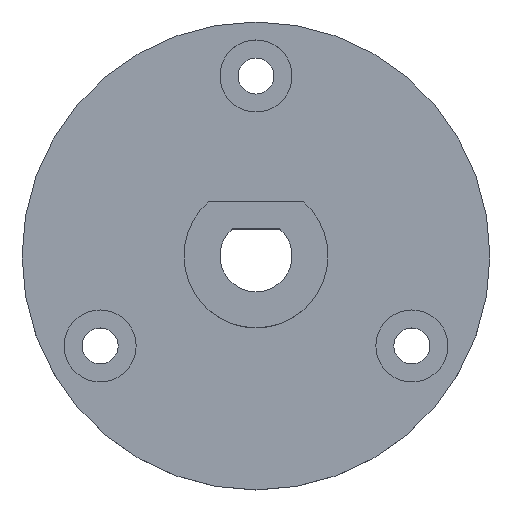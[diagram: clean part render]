
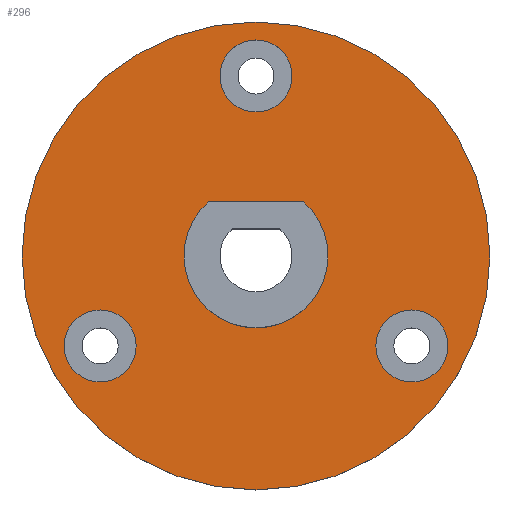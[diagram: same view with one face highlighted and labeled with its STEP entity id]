
A CAD part, top view. The second image highlights one B-rep face of the part: STEP entity #296.
In plain terms, the highlighted planar face has unit normal (0, 0, 1).
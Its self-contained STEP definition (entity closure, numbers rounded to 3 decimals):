
#21=FACE_BOUND('',#77,.T.);
#22=FACE_BOUND('',#78,.T.);
#23=FACE_BOUND('',#79,.T.);
#24=FACE_BOUND('',#80,.T.);
#35=PLANE('',#346);
#52=FACE_OUTER_BOUND('',#76,.T.);
#76=EDGE_LOOP('',(#255));
#77=EDGE_LOOP('',(#256,#257));
#78=EDGE_LOOP('',(#258));
#79=EDGE_LOOP('',(#259));
#80=EDGE_LOOP('',(#260));
#90=LINE('',#459,#106);
#106=VECTOR('',#364,10.);
#123=CIRCLE('',#321,4.);
#124=CIRCLE('',#323,2.);
#127=CIRCLE('',#328,2.);
#130=CIRCLE('',#333,2.);
#137=CIRCLE('',#347,13.);
#143=VERTEX_POINT('',#456);
#144=VERTEX_POINT('',#458);
#147=VERTEX_POINT('',#470);
#150=VERTEX_POINT('',#479);
#153=VERTEX_POINT('',#488);
#161=VERTEX_POINT('',#517);
#168=EDGE_CURVE('',#143,#144,#90,.T.);
#173=EDGE_CURVE('',#143,#144,#123,.T.);
#174=EDGE_CURVE('',#147,#147,#124,.T.);
#178=EDGE_CURVE('',#150,#150,#127,.T.);
#182=EDGE_CURVE('',#153,#153,#130,.T.);
#196=EDGE_CURVE('',#161,#161,#137,.T.);
#255=ORIENTED_EDGE('',*,*,#196,.T.);
#256=ORIENTED_EDGE('',*,*,#173,.T.);
#257=ORIENTED_EDGE('',*,*,#168,.F.);
#258=ORIENTED_EDGE('',*,*,#174,.T.);
#259=ORIENTED_EDGE('',*,*,#178,.T.);
#260=ORIENTED_EDGE('',*,*,#182,.T.);
#296=ADVANCED_FACE('',(#52,#21,#22,#23,#24),#35,.T.);
#321=AXIS2_PLACEMENT_3D('',#468,#375,#376);
#323=AXIS2_PLACEMENT_3D('',#471,#379,#380);
#328=AXIS2_PLACEMENT_3D('',#480,#390,#391);
#333=AXIS2_PLACEMENT_3D('',#489,#401,#402);
#346=AXIS2_PLACEMENT_3D('',#516,#434,#435);
#347=AXIS2_PLACEMENT_3D('',#518,#436,#437);
#364=DIRECTION('',(-1.,0.,0.));
#375=DIRECTION('center_axis',(0.,0.,-1.));
#376=DIRECTION('ref_axis',(1.,0.,0.));
#379=DIRECTION('center_axis',(0.,0.,-1.));
#380=DIRECTION('ref_axis',(1.,0.,0.));
#390=DIRECTION('center_axis',(0.,0.,-1.));
#391=DIRECTION('ref_axis',(1.,0.,0.));
#401=DIRECTION('center_axis',(0.,0.,-1.));
#402=DIRECTION('ref_axis',(1.,0.,0.));
#434=DIRECTION('center_axis',(0.,0.,1.));
#435=DIRECTION('ref_axis',(0.,-1.,0.));
#436=DIRECTION('center_axis',(0.,0.,1.));
#437=DIRECTION('ref_axis',(0.,1.,0.));
#456=CARTESIAN_POINT('',(2.646,3.,0.));
#458=CARTESIAN_POINT('',(-2.646,3.,0.));
#459=CARTESIAN_POINT('',(0.,3.,0.));
#468=CARTESIAN_POINT('Origin',(0.,0.,0.));
#470=CARTESIAN_POINT('',(6.66,-5.,0.));
#471=CARTESIAN_POINT('Origin',(8.66,-5.,0.));
#479=CARTESIAN_POINT('',(-10.66,-5.,0.));
#480=CARTESIAN_POINT('Origin',(-8.66,-5.,0.));
#488=CARTESIAN_POINT('',(-2.,10.,0.));
#489=CARTESIAN_POINT('Origin',(0.,10.,0.));
#516=CARTESIAN_POINT('Origin',(0.,0.,0.));
#517=CARTESIAN_POINT('',(0.,-13.,0.));
#518=CARTESIAN_POINT('Origin',(0.,0.,0.));
